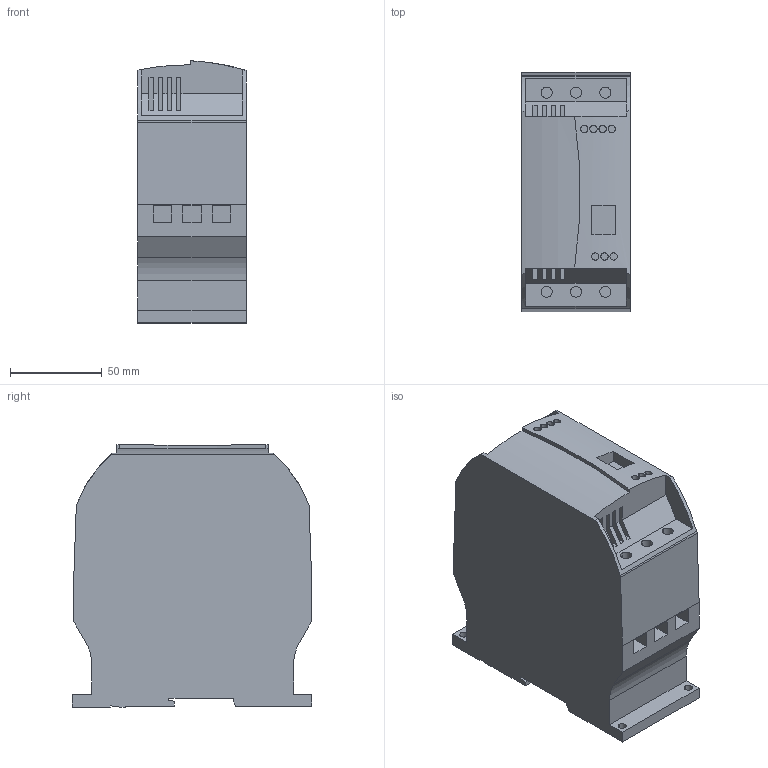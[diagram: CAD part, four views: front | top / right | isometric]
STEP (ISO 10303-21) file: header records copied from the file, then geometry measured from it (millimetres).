
FILE_DESCRIPTION (( 'STEP AP214' ), '1' );
FILE_NAME ('SSW05 MEC A.STEP', '2019-10-07T13:59:50', ( '' ), ( '' ), 'SwSTEP 2.0', 'SolidWorks 2017', '' );
FILE_SCHEMA (( 'AUTOMOTIVE_DESIGN' ));
Length unit declared in the file: inch
Products named in the file (1): SSW05 MEC A
Bounding box: 59 x 130.73 x 143 mm (x, y, z)
Volume: 933904.1 mm3; surface area: 79524.5 mm2
Topology: 1 solids, 1 shells, 178 faces, 468 edges, 312 vertices
Faces by surface type: plane 131, cylinder 43, bspline 4
Entity records: 5966 total; most frequent: CARTESIAN_POINT 1489, ORIENTED_EDGE 936, DIRECTION 866, EDGE_CURVE 468, VECTOR 364, LINE 364, VERTEX_POINT 312, AXIS2_PLACEMENT_3D 251
